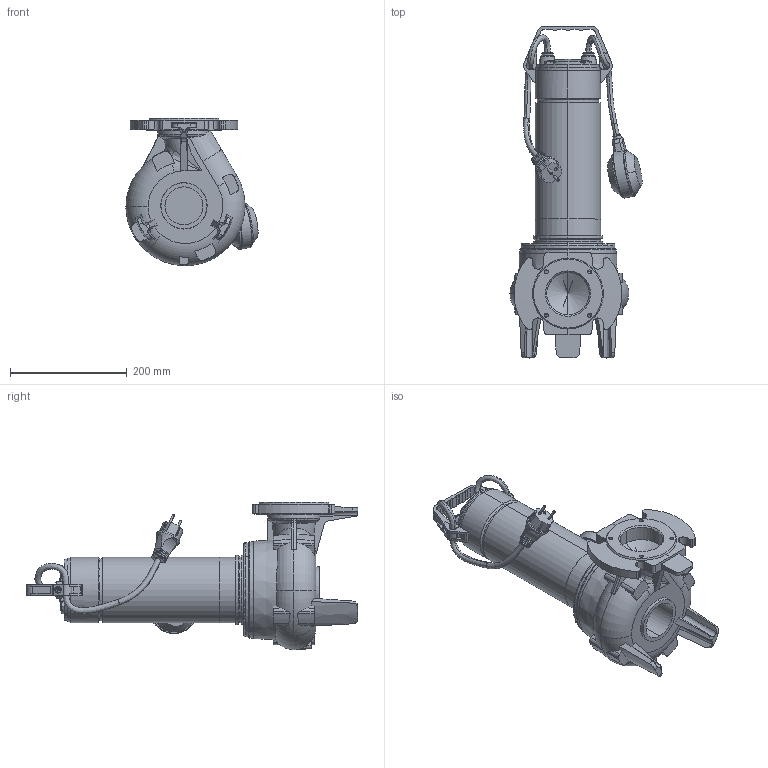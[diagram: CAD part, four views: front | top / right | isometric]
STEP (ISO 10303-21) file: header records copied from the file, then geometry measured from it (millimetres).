
FILE_DESCRIPTION (( 'STEP AP214' ), '1' );
FILE_NAME ('10013091swa00.step', '2021-11-02T10:57:20', ( 'Windows User' ), ( '' ), 'SwSTEP 2.0', 'SolidWorks 2020', '' );
FILE_SCHEMA (( 'AUTOMOTIVE_DESIGN' ));
Length unit declared in the file: millimetre
Products named in the file (5): 10013091swa00; Copia di motore 315M^10013091swa00; 10011252swp00_SEMPLIFICATO; Copia di 46149_2^Copia di motore 315M_10013091swa00; 3_92_128_semplificato_Cavo singolo
Assembly tree (4 placements, depth 3):
  10013091swa00
    10011252swp00_SEMPLIFICATO
    3_92_128_semplificato_Cavo singolo
    Copia di motore 315M^10013091swa00
      Copia di 46149_2^Copia di motore 315M_10013091swa00
Bounding box: 226.42 x 568.7 x 252.47 mm (x, y, z)
Volume: 6930671.5 mm3; surface area: 582922.6 mm2
Topology: 29 solids, 29 shells, 1208 faces, 3193 edges, 2078 vertices
Faces by surface type: plane 593, cylinder 325, cone 173, torus 56, bspline 43, sphere 18
Entity records: 58915 total; most frequent: CARTESIAN_POINT 29080, ORIENTED_EDGE 6364, DIRECTION 5790, EDGE_CURVE 3182, AXIS2_PLACEMENT_3D 2154, VERTEX_POINT 2078, LINE 1482, VECTOR 1482
